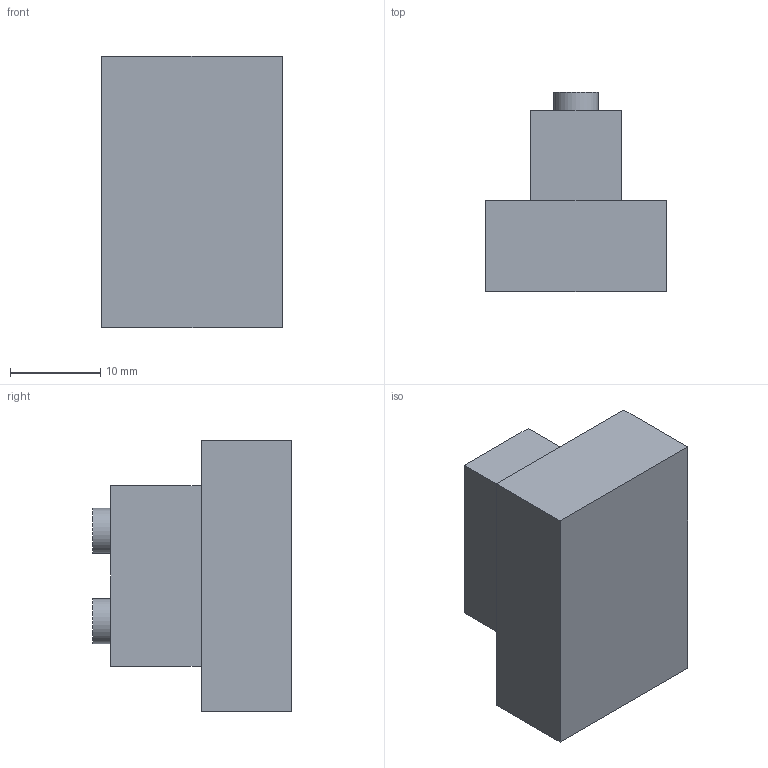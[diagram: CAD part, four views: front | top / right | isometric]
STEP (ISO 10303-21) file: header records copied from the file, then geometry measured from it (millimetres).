
FILE_DESCRIPTION(/* description */ ('','CAx-IF Rec.Pracs.---Representation and Presentation of Product Manufacturing Information (PMI)---4.0---2014-10-13'),/* implementation_level */ '2;1');
FILE_NAME(/* name */ 'tc2-ap242.stp',/* time_stamp */ '2022-07-21T14:21:57+02:00',/* author */ ('Weigand'),/* organization */ (''),/* preprocessor_version */ 'ST-DEVELOPER v18.1',/* originating_system */ 'Autodesk Inventor 2022',/* authorisation */ '');
FILE_SCHEMA (('AP242_MANAGED_MODEL_BASED_3D_ENGINEERING_MIM_LF { 1 0 10303 442 1 1 4 }'));
Length unit declared in the file: millimetre
Products named in the file (3): tc2; part1; part2
Assembly tree (2 placements, depth 2):
  tc2
    part1
    part2
Bounding box: 20 x 22 x 30 mm (x, y, z)
Volume: 8078.5 mm3; surface area: 3812.6 mm2
Topology: 2 solids, 2 shells, 18 faces, 36 edges, 24 vertices
Faces by surface type: plane 14, cylinder 4
Full cylindrical faces by diameter (mm): 5 x4
Entity records: 775 total; most frequent: DIRECTION 144, CARTESIAN_POINT 118, ORIENTED_EDGE 72, AXIS2_PLACEMENT_3D 58, EDGE_CURVE 36, LINE 28, VECTOR 28, EDGE_LOOP 24
